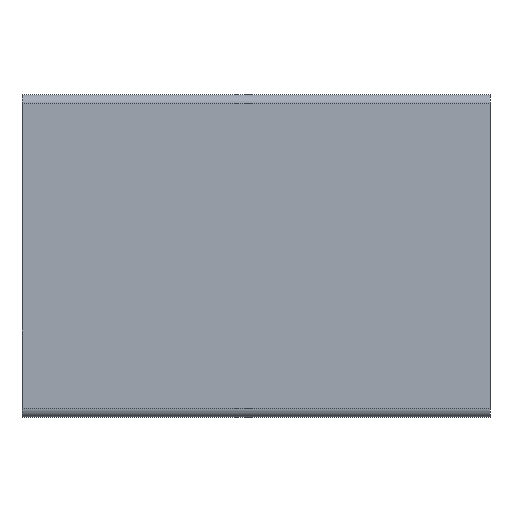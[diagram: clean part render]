
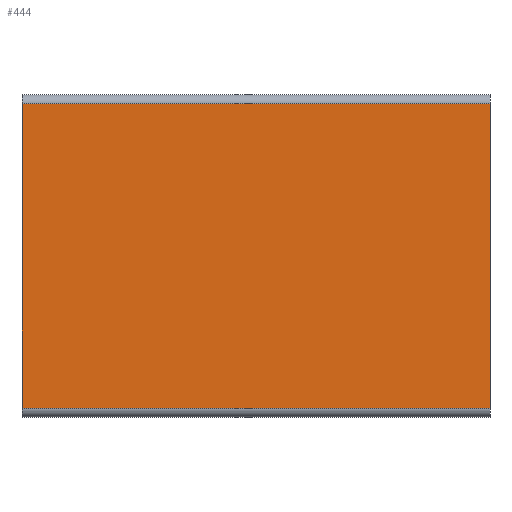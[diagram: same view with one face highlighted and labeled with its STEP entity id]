
A CAD part, top view. The second image highlights one B-rep face of the part: STEP entity #444.
In plain terms, the highlighted planar face has unit normal (0, 0, 1).
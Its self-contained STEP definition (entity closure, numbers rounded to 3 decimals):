
#37 = DIRECTION ( 'NONE',  ( 0., -1., 0. ) ) ;
#42 = LINE ( 'NONE', #490, #94 ) ;
#50 = VERTEX_POINT ( 'NONE', #354 ) ;
#56 = ORIENTED_EDGE ( 'NONE', *, *, #323, .T. ) ;
#59 = VECTOR ( 'NONE', #458, 1000. ) ;
#63 = VERTEX_POINT ( 'NONE', #92 ) ;
#92 = CARTESIAN_POINT ( 'NONE',  ( 0., 33.5, 6. ) ) ;
#94 = VECTOR ( 'NONE', #37, 1000. ) ;
#151 = LINE ( 'NONE', #238, #348 ) ;
#156 = ORIENTED_EDGE ( 'NONE', *, *, #350, .T. ) ;
#159 = ORIENTED_EDGE ( 'NONE', *, *, #371, .T. ) ;
#185 = CARTESIAN_POINT ( 'NONE',  ( 0., 1., 6. ) ) ;
#189 = CARTESIAN_POINT ( 'NONE',  ( 0., 0., 6. ) ) ;
#211 = VECTOR ( 'NONE', #424, 1000. ) ;
#222 = CARTESIAN_POINT ( 'NONE',  ( 0., 0., 6. ) ) ;
#226 = LINE ( 'NONE', #189, #211 ) ;
#231 = ORIENTED_EDGE ( 'NONE', *, *, #246, .T. ) ;
#238 = CARTESIAN_POINT ( 'NONE',  ( -50., 33.5, 6. ) ) ;
#246 = EDGE_CURVE ( 'NONE', #464, #344, #42, .T. ) ;
#264 = DIRECTION ( 'NONE',  ( 1., 0., 0. ) ) ;
#265 = LINE ( 'NONE', #185, #59 ) ;
#279 = CARTESIAN_POINT ( 'NONE',  ( -50., 1., 6. ) ) ;
#295 = CARTESIAN_POINT ( 'NONE',  ( -50., 33.5, 6. ) ) ;
#323 = EDGE_CURVE ( 'NONE', #50, #63, #226, .T. ) ;
#344 = VERTEX_POINT ( 'NONE', #279 ) ;
#346 = EDGE_LOOP ( 'NONE', ( #56, #156, #231, #159 ) ) ;
#348 = VECTOR ( 'NONE', #356, 1000. ) ;
#350 = EDGE_CURVE ( 'NONE', #63, #464, #151, .T. ) ;
#354 = CARTESIAN_POINT ( 'NONE',  ( 0., 1., 6. ) ) ;
#356 = DIRECTION ( 'NONE',  ( -1., 0., 0. ) ) ;
#371 = EDGE_CURVE ( 'NONE', #344, #50, #265, .T. ) ;
#418 = FACE_OUTER_BOUND ( 'NONE', #346, .T. ) ;
#424 = DIRECTION ( 'NONE',  ( 0., 1., 0. ) ) ;
#444 = ADVANCED_FACE ( 'NONE', ( #418 ), #453, .T. ) ;
#453 = PLANE ( 'NONE',  #486 ) ;
#458 = DIRECTION ( 'NONE',  ( 1., 0., 0. ) ) ;
#464 = VERTEX_POINT ( 'NONE', #295 ) ;
#481 = DIRECTION ( 'NONE',  ( 0., 0., 1. ) ) ;
#486 = AXIS2_PLACEMENT_3D ( 'NONE', #222, #481, #264 ) ;
#490 = CARTESIAN_POINT ( 'NONE',  ( -50., 0., 6. ) ) ;
